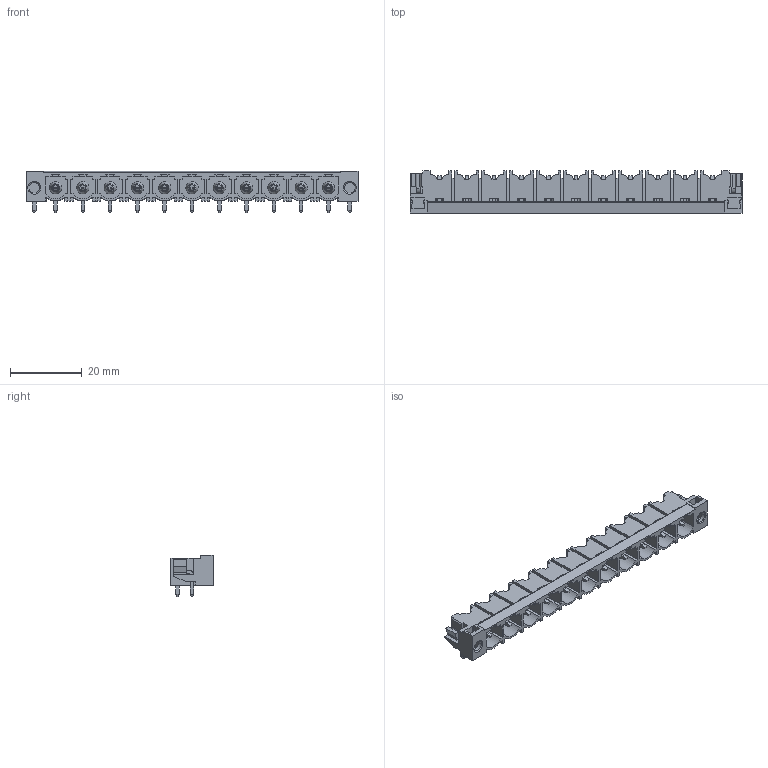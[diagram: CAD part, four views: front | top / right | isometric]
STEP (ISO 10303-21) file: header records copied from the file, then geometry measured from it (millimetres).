
FILE_DESCRIPTION(('CATIA V5 STEP Exchange','CAx-IF Rec.Pracs.--- Model Styling and Organization---1.2---2011-12-15'),'2;1');
FILE_NAME ('D1448504_0_1096010000_1096010000.stp','2018-11-15T10:44:57+00:00',('none'),('Weidmueller'),'CATIA Version 5-6 Release 2014','CATIA V5 STEP AP214','none');
FILE_SCHEMA(('AUTOMOTIVE_DESIGN { 1 0 10303 214 1 1 1 1 }'));
Length unit declared in the file: millimetre
Products named in the file (1): 1096010000
Bounding box: 92.68 x 11.75 x 11.6 mm (x, y, z)
Volume: 3458 mm3; surface area: 8281.6 mm2
Topology: 14 solids, 14 shells, 927 faces, 2581 edges, 1682 vertices
Faces by surface type: plane 777, cylinder 102, cone 26, torus 22
Entity records: 26427 total; most frequent: ORIENTED_EDGE 5162, CARTESIAN_POINT 4829, DIRECTION 3327, EDGE_CURVE 2555, VECTOR 2163, LINE 2163, VERTEX_POINT 1622, EDGE_LOOP 979
